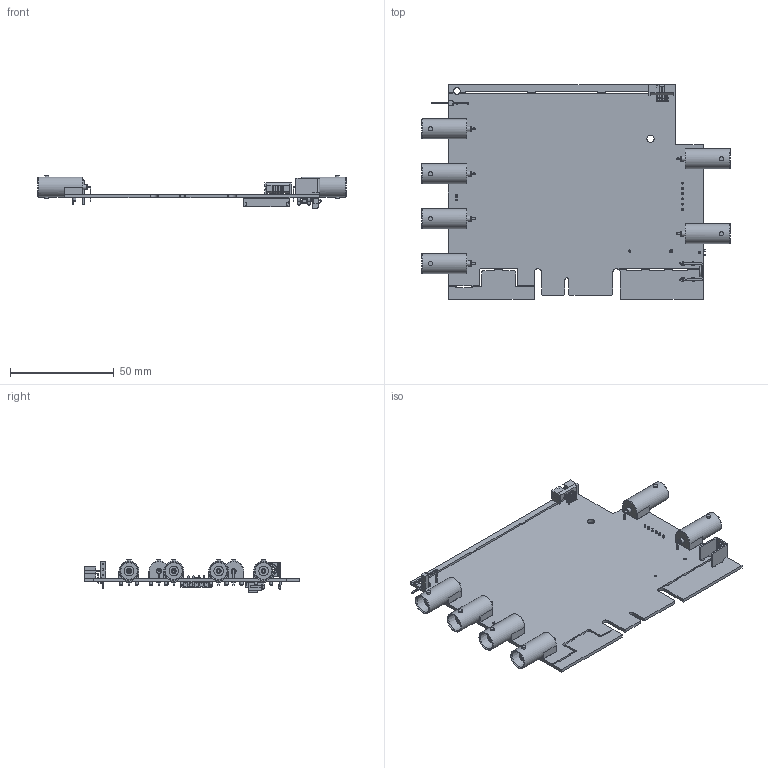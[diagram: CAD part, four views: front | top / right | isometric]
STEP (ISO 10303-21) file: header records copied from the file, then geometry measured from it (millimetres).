
FILE_DESCRIPTION(('KiCad electronic assembly'),'2;1');
FILE_NAME('Thunderscope_Rev5_Mech_Model.step','2024-12-17T11:12:45',( 'Pcbnew'),('Kicad'),'Open CASCADE STEP processor 7.6', 'KiCad to STEP converter','Unknown');
FILE_SCHEMA(('AUTOMOTIVE_DESIGN { 1 0 10303 214 1 1 1 1 }'));
Length unit declared in the file: millimetre
Products named in the file (23): Thunderscope_Rev5_Mech_Model 1; kicad_embedded_3D226650C2611E861E27BFA62F008711; 1; kicad_embedded_9252BFF21049B2AECF2D3FAEF6000444; kicad_embedded_5CFFF912FC666A440B78A8082F7F02B2; Mid_Body; Terminal; Open CASCADE STEP translator 6.8 2.2.1; Mark; kicad_embedded_17B063D00A0F53BE9F1959C2241C602F; TSW-101-16-G-Q-RA_body; T-1S6-09-TSW-1-16-1-RA-Q; kicad_embedded_FC551913F8C10A9965FEF8AD06D416DB; T-1S71-02-05-D-RA; SHF-First_Position_Indicator; SHF-105-01-D_header; kicad_embedded_C74989BB418CD5CD326C81C3A882AC06; kicad_embedded_4147B6CEB0A7FF538A926DCE8D4509C5; 00-9155-002-852-00X-STP-BM; kicad_embedded_409BCD5C0A73EB5A0A9A567E405C2AC6; 6130xx11021_PIN; 61300611021; Thunderscope_Rev5_Mech_Model_PCB
Assembly tree (35 placements, depth 4):
  Thunderscope_Rev5_Mech_Model 1
    kicad_embedded_3D226650C2611E861E27BFA62F008711  x6
      1
    kicad_embedded_9252BFF21049B2AECF2D3FAEF6000444
    kicad_embedded_5CFFF912FC666A440B78A8082F7F02B2  x3
      Mid_Body
      Terminal
        Open CASCADE STEP translator 6.8 2.2.1
      Mark
    kicad_embedded_17B063D00A0F53BE9F1959C2241C602F
      TSW-101-16-G-Q-RA_body
      T-1S6-09-TSW-1-16-1-RA-Q
    kicad_embedded_FC551913F8C10A9965FEF8AD06D416DB
      T-1S71-02-05-D-RA
      SHF-First_Position_Indicator
      SHF-105-01-D_header
    kicad_embedded_C74989BB418CD5CD326C81C3A882AC06
    kicad_embedded_4147B6CEB0A7FF538A926DCE8D4509C5
      00-9155-002-852-00X-STP-BM
    kicad_embedded_409BCD5C0A73EB5A0A9A567E405C2AC6
      6130xx11021_PIN  x6
      61300611021
    Thunderscope_Rev5_Mech_Model_PCB
Bounding box: 148.88 x 103.6 x 15.82 mm (x, y, z)
Volume: 26545.5 mm3; surface area: 35924.6 mm2
Topology: 34 solids, 34 shells, 2903 faces, 7773 edges, 5102 vertices
Faces by surface type: plane 2134, cylinder 645, cone 56, torus 51, sphere 12, bspline 5
Full cylindrical faces by diameter (mm): 0.38 x74, 0.74 x10, 0.9 x9, 1 x6, 1.092 x1, 1.5 x12, 1.6 x1, 1.657 x6, 1.8 x12, 1.9 x4, 1.981 x12, 2.1 x6, 2.19 x6, 2.35 x6, 2.5 x6, 3.18 x1, 3.5 x1, 4.62 x6, 9.65 x6
Entity records: 76939 total; most frequent: CARTESIAN_POINT 14618, ORIENTED_EDGE 13156, DIRECTION 12199, EDGE_CURVE 6578, LINE 5377, VECTOR 5377, VERTEX_POINT 4355, AXIS2_PLACEMENT_3D 3411
